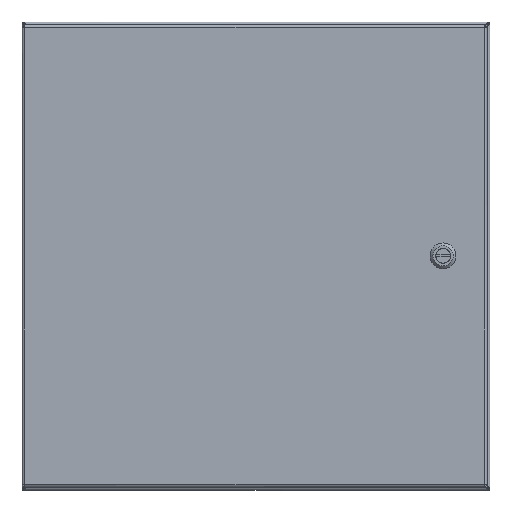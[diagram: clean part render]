
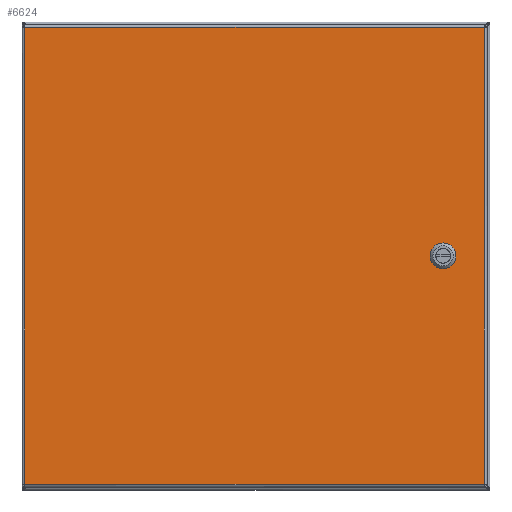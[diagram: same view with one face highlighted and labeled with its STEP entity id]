
A CAD part, top view. The second image highlights one B-rep face of the part: STEP entity #6624.
In plain terms, the highlighted face is planar.
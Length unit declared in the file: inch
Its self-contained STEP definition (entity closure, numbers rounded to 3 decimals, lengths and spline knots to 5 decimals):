
#4947=CARTESIAN_POINT('',(2.08762,10.275,0.0));
#4948=VERTEX_POINT('',#4947);
#4955=CARTESIAN_POINT('',(2.275,10.08762,0.0));
#4956=VERTEX_POINT('',#4955);
#4957=CARTESIAN_POINT('',(1.875,9.875,0.0));
#4958=DIRECTION('',(0.0,0.0,1.0));
#4959=DIRECTION('',(-0.469,-0.883,0.0));
#4960=AXIS2_PLACEMENT_3D('',#4957,#4958,#4959);
#4961=CIRCLE('',#4960,0.453);
#4962=EDGE_CURVE('',#4956,#4948,#4961,.T.);
#4987=CARTESIAN_POINT('',(2.275,9.66238,0.0));
#4988=VERTEX_POINT('',#4987);
#4989=CARTESIAN_POINT('',(2.275,9.66238,0.0));
#4990=DIRECTION('',(0.0,1.0,0.0));
#4991=VECTOR('',#4990,0.42525);
#4992=LINE('',#4989,#4991);
#4993=EDGE_CURVE('',#4988,#4956,#4992,.T.);
#5019=CARTESIAN_POINT('',(2.08762,9.475,0.0));
#5020=VERTEX_POINT('',#5019);
#5021=CARTESIAN_POINT('',(1.875,9.875,0.0));
#5022=DIRECTION('',(0.0,0.0,1.0));
#5023=DIRECTION('',(-0.883,0.469,0.0));
#5024=AXIS2_PLACEMENT_3D('',#5021,#5022,#5023);
#5025=CIRCLE('',#5024,0.453);
#5026=EDGE_CURVE('',#5020,#4988,#5025,.T.);
#5051=CARTESIAN_POINT('',(1.66238,9.475,0.0));
#5052=VERTEX_POINT('',#5051);
#5053=CARTESIAN_POINT('',(1.66238,9.475,0.0));
#5054=DIRECTION('',(1.0,0.0,0.0));
#5055=VECTOR('',#5054,0.42525);
#5056=LINE('',#5053,#5055);
#5057=EDGE_CURVE('',#5052,#5020,#5056,.T.);
#5083=CARTESIAN_POINT('',(1.475,9.66238,0.0));
#5084=VERTEX_POINT('',#5083);
#5085=CARTESIAN_POINT('',(1.875,9.875,0.0));
#5086=DIRECTION('',(0.0,0.0,1.0));
#5087=DIRECTION('',(0.469,0.883,0.0));
#5088=AXIS2_PLACEMENT_3D('',#5085,#5086,#5087);
#5089=CIRCLE('',#5088,0.453);
#5090=EDGE_CURVE('',#5084,#5052,#5089,.T.);
#5115=CARTESIAN_POINT('',(1.475,10.08762,0.0));
#5116=VERTEX_POINT('',#5115);
#5117=CARTESIAN_POINT('',(1.475,10.08762,0.0));
#5118=DIRECTION('',(0.0,-1.0,0.0));
#5119=VECTOR('',#5118,0.42525);
#5120=LINE('',#5117,#5119);
#5121=EDGE_CURVE('',#5116,#5084,#5120,.T.);
#5147=CARTESIAN_POINT('',(1.66238,10.275,0.0));
#5148=VERTEX_POINT('',#5147);
#5149=CARTESIAN_POINT('',(1.875,9.875,0.0));
#5150=DIRECTION('',(0.0,0.0,1.0));
#5151=DIRECTION('',(0.883,-0.469,0.0));
#5152=AXIS2_PLACEMENT_3D('',#5149,#5150,#5151);
#5153=CIRCLE('',#5152,0.453);
#5154=EDGE_CURVE('',#5148,#5116,#5153,.T.);
#5177=CARTESIAN_POINT('',(2.08762,10.275,0.0));
#5178=DIRECTION('',(-1.0,0.0,0.0));
#5179=VECTOR('',#5178,0.42525);
#5180=LINE('',#5177,#5179);
#5181=EDGE_CURVE('',#4948,#5148,#5180,.T.);
#5632=CARTESIAN_POINT('',(19.76975,0.10525,0.));
#5633=VERTEX_POINT('',#5632);
#5644=CARTESIAN_POINT('',(19.76975,19.64475,0.));
#5645=VERTEX_POINT('',#5644);
#5646=CARTESIAN_POINT('',(19.76975,19.64475,0.0));
#5647=DIRECTION('',(0.0,-1.0,0.0));
#5648=VECTOR('',#5647,19.5395);
#5649=LINE('',#5646,#5648);
#5650=EDGE_CURVE('',#5645,#5633,#5649,.T.);
#5802=CARTESIAN_POINT('',(0.10525,0.10525,0.));
#5803=VERTEX_POINT('',#5802);
#5814=CARTESIAN_POINT('',(19.76975,0.10525,0.0));
#5815=DIRECTION('',(-1.0,0.0,0.0));
#5816=VECTOR('',#5815,19.6645);
#5817=LINE('',#5814,#5816);
#5818=EDGE_CURVE('',#5633,#5803,#5817,.T.);
#6079=CARTESIAN_POINT('',(0.10525,19.64475,0.));
#6080=VERTEX_POINT('',#6079);
#6091=CARTESIAN_POINT('',(0.10525,0.10525,0.0));
#6092=DIRECTION('',(0.0,1.0,0.0));
#6093=VECTOR('',#6092,19.5395);
#6094=LINE('',#6091,#6093);
#6095=EDGE_CURVE('',#5803,#6080,#6094,.T.);
#6360=CARTESIAN_POINT('',(0.10525,19.64475,0.0));
#6361=DIRECTION('',(1.0,0.0,0.0));
#6362=VECTOR('',#6361,19.6645);
#6363=LINE('',#6360,#6362);
#6364=EDGE_CURVE('',#6080,#5645,#6363,.T.);
#6603=CARTESIAN_POINT('',(9.9375,9.875,0.0));
#6604=DIRECTION('',(0.0,0.0,1.0));
#6605=DIRECTION('',(1.0,0.0,0.0));
#6606=AXIS2_PLACEMENT_3D('',#6603,#6604,#6605);
#6607=PLANE('',#6606);
#6608=ORIENTED_EDGE('',*,*,#5650,.T.);
#6609=ORIENTED_EDGE('',*,*,#5818,.T.);
#6610=ORIENTED_EDGE('',*,*,#6095,.T.);
#6611=ORIENTED_EDGE('',*,*,#6364,.T.);
#6612=EDGE_LOOP('',(#6608,#6609,#6610,#6611));
#6613=FACE_OUTER_BOUND('',#6612,.T.);
#6614=ORIENTED_EDGE('',*,*,#4962,.T.);
#6615=ORIENTED_EDGE('',*,*,#5181,.T.);
#6616=ORIENTED_EDGE('',*,*,#5154,.T.);
#6617=ORIENTED_EDGE('',*,*,#5121,.T.);
#6618=ORIENTED_EDGE('',*,*,#5090,.T.);
#6619=ORIENTED_EDGE('',*,*,#5057,.T.);
#6620=ORIENTED_EDGE('',*,*,#5026,.T.);
#6621=ORIENTED_EDGE('',*,*,#4993,.T.);
#6622=EDGE_LOOP('',(#6614,#6615,#6616,#6617,#6618,#6619,#6620,#6621));
#6623=FACE_BOUND('',#6622,.T.);
#6624=ADVANCED_FACE('',(#6613,#6623),#6607,.F.);
